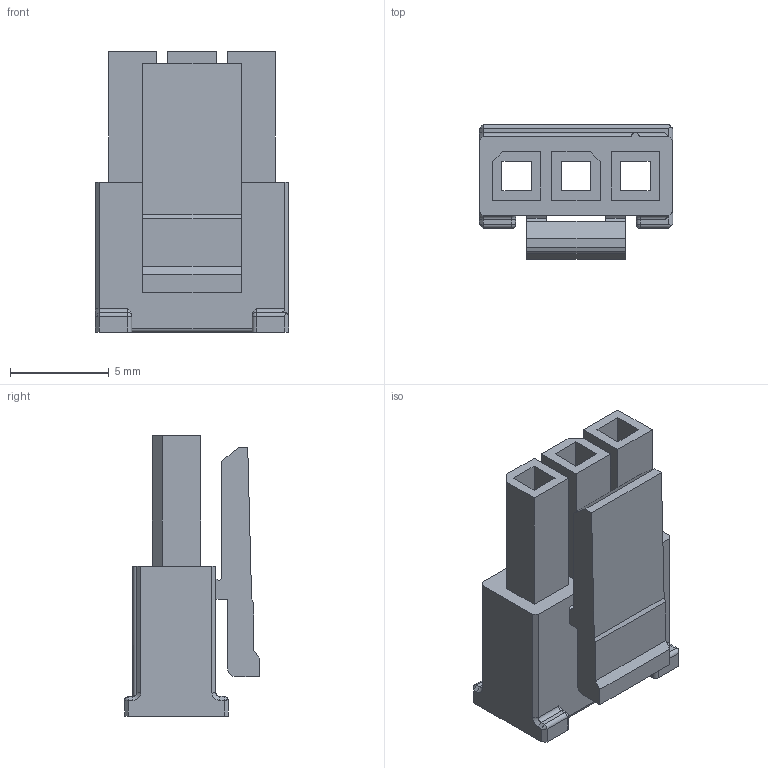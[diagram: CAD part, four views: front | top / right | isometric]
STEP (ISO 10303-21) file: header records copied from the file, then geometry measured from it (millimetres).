
FILE_DESCRIPTION (( 'STEP AP214' ), '1' );
FILE_NAME ('FHG30002-S03M2K6B-REF .STEP', '2025-09-15T03:41:44', ( '' ), ( '' ), 'SwSTEP 2.0', 'SolidWorks 2021', '' );
FILE_SCHEMA (( 'AUTOMOTIVE_DESIGN' ));
Length unit declared in the file: millimetre
Products named in the file (1): FHG30002-S03M2K6B-REF 
Bounding box: 9.8 x 6.84 x 14.2 mm (x, y, z)
Volume: 300.5 mm3; surface area: 995.8 mm2
Topology: 1 solids, 1 shells, 128 faces, 333 edges, 209 vertices
Faces by surface type: plane 104, cylinder 16, cone 4, torus 2, sphere 2
Entity records: 3860 total; most frequent: CARTESIAN_POINT 725, ORIENTED_EDGE 658, DIRECTION 598, EDGE_CURVE 329, VECTOR 290, LINE 290, VERTEX_POINT 209, AXIS2_PLACEMENT_3D 154
